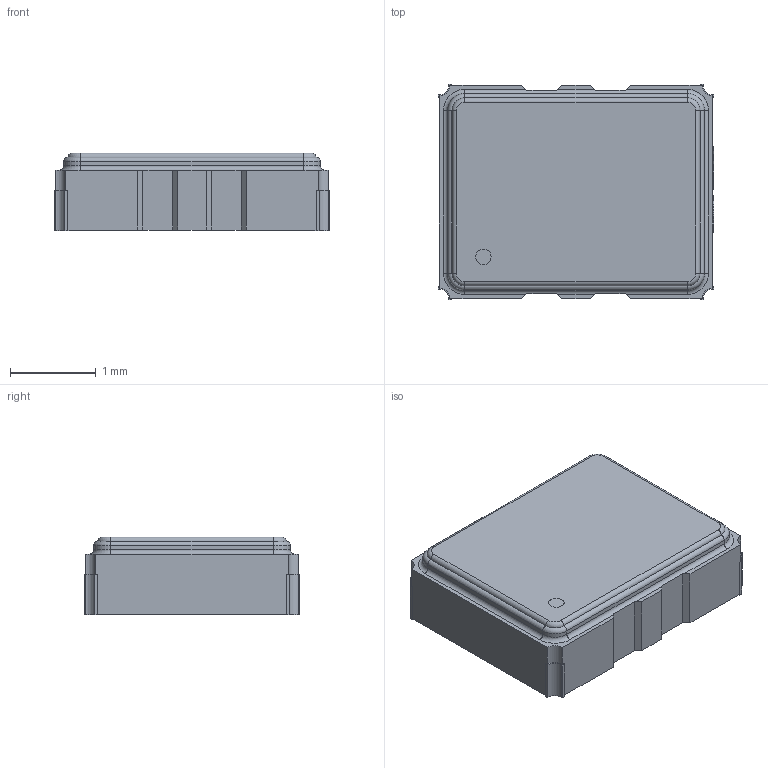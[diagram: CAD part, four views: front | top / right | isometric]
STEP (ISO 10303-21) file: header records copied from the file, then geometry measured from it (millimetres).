
FILE_DESCRIPTION (( 'STEP AP214' ), '1' );
FILE_NAME ('OSC-SMD_4P-L3.2-W2.5-BL_TG-5006CE.STEP', '2023-07-11T05:41:17', ( 'PC' ), ( 'Microsoft' ), 'SwSTEP 2.0', 'SolidWorks 2020', '' );
FILE_SCHEMA (( 'AUTOMOTIVE_DESIGN' ));
Length unit declared in the file: millimetre
Products named in the file (1): OSC-SMD_4P-L3.2-W2.5-BL_TG-5006CE
Bounding box: 3.22 x 2.52 x 0.91 mm (x, y, z)
Volume: 6.9 mm3; surface area: 25.3 mm2
Topology: 1 solids, 1 shells, 354 faces, 972 edges, 640 vertices
Faces by surface type: plane 214, bspline 98, cylinder 30, torus 12
Entity records: 15565 total; most frequent: CARTESIAN_POINT 3297, ORIENTED_EDGE 1944, DIRECTION 1350, EDGE_CURVE 972, VECTOR 692, LINE 692, VERTEX_POINT 640, EDGE_LOOP 374
